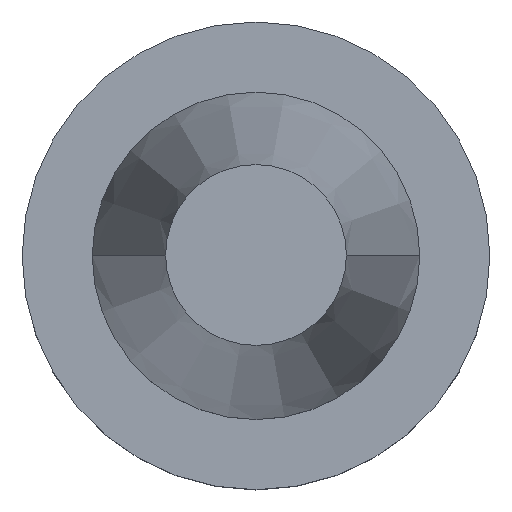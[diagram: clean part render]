
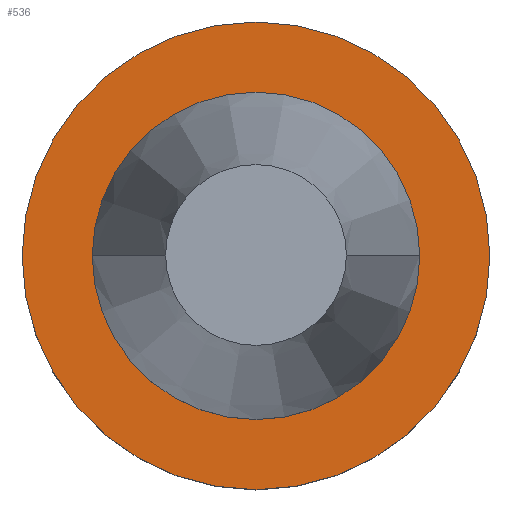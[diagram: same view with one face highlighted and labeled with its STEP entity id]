
A CAD part, top view. The second image highlights one B-rep face of the part: STEP entity #536.
In plain terms, the highlighted planar face has unit normal (0, 0, 1).
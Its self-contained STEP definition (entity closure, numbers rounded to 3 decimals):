
#2 = DIRECTION ( 'NONE',  ( 1., 0., 0. ) ) ;
#19 = EDGE_CURVE ( 'NONE', #682, #766, #795, .T. ) ;
#31 = FACE_OUTER_BOUND ( 'NONE', #87, .T. ) ;
#60 = CARTESIAN_POINT ( 'NONE',  ( -22.225, 0., -1. ) ) ;
#87 = EDGE_LOOP ( 'NONE', ( #777, #617 ) ) ;
#116 = DIRECTION ( 'NONE',  ( 0., 0., 1. ) ) ;
#189 = CARTESIAN_POINT ( 'NONE',  ( 0., 0., -1. ) ) ;
#219 = CIRCLE ( 'NONE', #796, 31.75 ) ;
#243 = DIRECTION ( 'NONE',  ( -1., 0., 0. ) ) ;
#245 = EDGE_CURVE ( 'NONE', #586, #490, #628, .T. ) ;
#249 = ORIENTED_EDGE ( 'NONE', *, *, #19, .F. ) ;
#301 = PLANE ( 'NONE',  #482 ) ;
#310 = EDGE_CURVE ( 'NONE', #490, #586, #219, .T. ) ;
#321 = DIRECTION ( 'NONE',  ( 1., 0., 0. ) ) ;
#334 = DIRECTION ( 'NONE',  ( 0., 0., 1. ) ) ;
#345 = CARTESIAN_POINT ( 'NONE',  ( 22.225, 0., -1. ) ) ;
#368 = CARTESIAN_POINT ( 'NONE',  ( 31.75, 0., -1. ) ) ;
#370 = EDGE_LOOP ( 'NONE', ( #451, #249 ) ) ;
#377 = AXIS2_PLACEMENT_3D ( 'NONE', #189, #334, #321 ) ;
#451 = ORIENTED_EDGE ( 'NONE', *, *, #658, .F. ) ;
#475 = DIRECTION ( 'NONE',  ( 0., 0., 1. ) ) ;
#482 = AXIS2_PLACEMENT_3D ( 'NONE', #571, #831, #243 ) ;
#490 = VERTEX_POINT ( 'NONE', #702 ) ;
#495 = AXIS2_PLACEMENT_3D ( 'NONE', #707, #116, #761 ) ;
#536 = ADVANCED_FACE ( 'NONE', ( #625, #31 ), #301, .F. ) ;
#571 = CARTESIAN_POINT ( 'NONE',  ( 0., 31.75, -1. ) ) ;
#582 = CIRCLE ( 'NONE', #377, 22.225 ) ;
#586 = VERTEX_POINT ( 'NONE', #368 ) ;
#617 = ORIENTED_EDGE ( 'NONE', *, *, #310, .T. ) ;
#625 = FACE_BOUND ( 'NONE', #370, .T. ) ;
#628 = CIRCLE ( 'NONE', #807, 31.75 ) ;
#645 = DIRECTION ( 'NONE',  ( 0., 0., 1. ) ) ;
#658 = EDGE_CURVE ( 'NONE', #766, #682, #582, .T. ) ;
#682 = VERTEX_POINT ( 'NONE', #60 ) ;
#702 = CARTESIAN_POINT ( 'NONE',  ( -31.75, 0., -1. ) ) ;
#707 = CARTESIAN_POINT ( 'NONE',  ( 0., 0., -1. ) ) ;
#721 = DIRECTION ( 'NONE',  ( 1., 0., 0. ) ) ;
#761 = DIRECTION ( 'NONE',  ( 1., 0., 0. ) ) ;
#766 = VERTEX_POINT ( 'NONE', #345 ) ;
#776 = CARTESIAN_POINT ( 'NONE',  ( 0., 0., -1. ) ) ;
#777 = ORIENTED_EDGE ( 'NONE', *, *, #245, .T. ) ;
#795 = CIRCLE ( 'NONE', #495, 22.225 ) ;
#796 = AXIS2_PLACEMENT_3D ( 'NONE', #806, #475, #2 ) ;
#806 = CARTESIAN_POINT ( 'NONE',  ( 0., 0., -1. ) ) ;
#807 = AXIS2_PLACEMENT_3D ( 'NONE', #776, #645, #721 ) ;
#831 = DIRECTION ( 'NONE',  ( 0., 0., -1. ) ) ;
